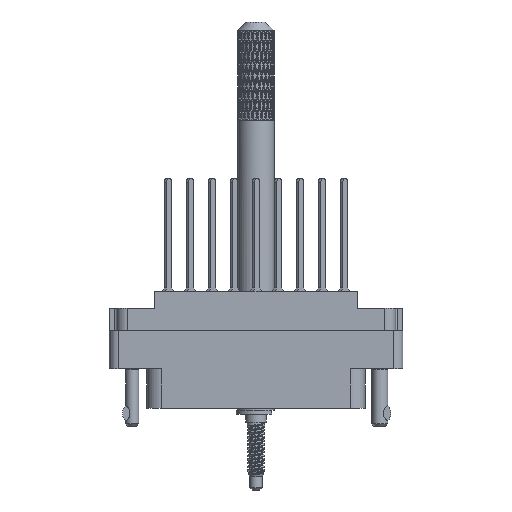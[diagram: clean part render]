
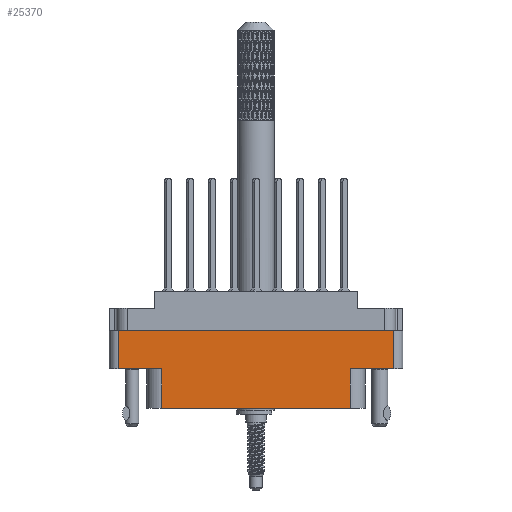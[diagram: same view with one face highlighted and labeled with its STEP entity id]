
A CAD part, front view. The second image highlights one B-rep face of the part: STEP entity #25370.
In plain terms, the highlighted planar face has unit normal (0, -1, 0).
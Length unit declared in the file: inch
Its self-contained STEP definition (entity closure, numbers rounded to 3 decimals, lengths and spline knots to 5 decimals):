
#804 = EDGE_CURVE ( 'NONE', #13834, #89405, #9332, .T. ) ;
#1013 = VERTEX_POINT ( 'NONE', #92276 ) ;
#1538 = CARTESIAN_POINT ( 'NONE',  ( -0.938, -0.438, -0.798 ) ) ;
#1816 = DIRECTION ( 'NONE',  ( 0., 0., -1. ) ) ;
#2260 = CARTESIAN_POINT ( 'NONE',  ( -0.938, -0.438, -0.798 ) ) ;
#4769 = CARTESIAN_POINT ( 'NONE',  ( -1., -0.438, -0.268 ) ) ;
#6618 = ORIENTED_EDGE ( 'NONE', *, *, #76712, .F. ) ;
#9332 = LINE ( 'NONE', #50779, #90172 ) ;
#10569 = DIRECTION ( 'NONE',  ( 0., 0., 1. ) ) ;
#13052 = CARTESIAN_POINT ( 'NONE',  ( -0.938, -0.438, -0.268 ) ) ;
#13834 = VERTEX_POINT ( 'NONE', #89222 ) ;
#14227 = ORIENTED_EDGE ( 'NONE', *, *, #106226, .F. ) ;
#14289 = DIRECTION ( 'NONE',  ( -1., 0., 0. ) ) ;
#15369 = CARTESIAN_POINT ( 'NONE',  ( 0., -0.438, -0.529 ) ) ;
#15738 = DIRECTION ( 'NONE',  ( 0., 0., -1. ) ) ;
#16828 = VECTOR ( 'NONE', #21813, 39.37008 ) ;
#19613 = DIRECTION ( 'NONE',  ( 0., 0., -1. ) ) ;
#20741 = LINE ( 'NONE', #96700, #80007 ) ;
#21613 = VERTEX_POINT ( 'NONE', #49858 ) ;
#21813 = DIRECTION ( 'NONE',  ( 1., 0., 0. ) ) ;
#22048 = LINE ( 'NONE', #72548, #65069 ) ;
#25370 = ADVANCED_FACE ( 'NONE', ( #64238 ), #104577, .T. ) ;
#27201 = CARTESIAN_POINT ( 'NONE',  ( 0.938, -0.438, -0.268 ) ) ;
#30820 = VECTOR ( 'NONE', #10569, 39.37008 ) ;
#36168 = LINE ( 'NONE', #42963, #102079 ) ;
#36172 = LINE ( 'NONE', #1538, #30820 ) ;
#38681 = CARTESIAN_POINT ( 'NONE',  ( 0.644, -0.438, -0.529 ) ) ;
#39751 = LINE ( 'NONE', #4769, #16828 ) ;
#42963 = CARTESIAN_POINT ( 'NONE',  ( -0.938, -0.438, -0.798 ) ) ;
#48994 = VERTEX_POINT ( 'NONE', #38681 ) ;
#49858 = CARTESIAN_POINT ( 'NONE',  ( 0.938, -0.438, -0.529 ) ) ;
#50410 = VERTEX_POINT ( 'NONE', #90923 ) ;
#50779 = CARTESIAN_POINT ( 'NONE',  ( -0.644, -0.438, -0.529 ) ) ;
#51031 = VERTEX_POINT ( 'NONE', #13052 ) ;
#53063 = DIRECTION ( 'NONE',  ( 1., 0., 0. ) ) ;
#53861 = VECTOR ( 'NONE', #15738, 39.37008 ) ;
#56373 = VECTOR ( 'NONE', #14289, 39.37008 ) ;
#56400 = AXIS2_PLACEMENT_3D ( 'NONE', #2260, #105739, #19613 ) ;
#56674 = ORIENTED_EDGE ( 'NONE', *, *, #89112, .T. ) ;
#61198 = EDGE_CURVE ( 'NONE', #51031, #102574, #39751, .T. ) ;
#62716 = DIRECTION ( 'NONE',  ( 0., 0., 1. ) ) ;
#64238 = FACE_OUTER_BOUND ( 'NONE', #102385, .T. ) ;
#64300 = EDGE_CURVE ( 'NONE', #21613, #102574, #22048, .T. ) ;
#65069 = VECTOR ( 'NONE', #62716, 39.37008 ) ;
#66901 = ORIENTED_EDGE ( 'NONE', *, *, #92003, .F. ) ;
#67311 = CARTESIAN_POINT ( 'NONE',  ( 0.644, -0.438, -0.529 ) ) ;
#67743 = ORIENTED_EDGE ( 'NONE', *, *, #61198, .F. ) ;
#72548 = CARTESIAN_POINT ( 'NONE',  ( 0.938, -0.438, -0.798 ) ) ;
#76712 = EDGE_CURVE ( 'NONE', #21613, #48994, #99432, .T. ) ;
#77935 = ORIENTED_EDGE ( 'NONE', *, *, #64300, .T. ) ;
#80007 = VECTOR ( 'NONE', #53063, 39.37008 ) ;
#83418 = EDGE_CURVE ( 'NONE', #89405, #1013, #36168, .T. ) ;
#83929 = CARTESIAN_POINT ( 'NONE',  ( -0.644, -0.438, -0.798 ) ) ;
#88024 = ORIENTED_EDGE ( 'NONE', *, *, #804, .T. ) ;
#89112 = EDGE_CURVE ( 'NONE', #50410, #13834, #20741, .T. ) ;
#89222 = CARTESIAN_POINT ( 'NONE',  ( -0.644, -0.438, -0.529 ) ) ;
#89334 = LINE ( 'NONE', #67311, #53861 ) ;
#89405 = VERTEX_POINT ( 'NONE', #83929 ) ;
#89703 = ORIENTED_EDGE ( 'NONE', *, *, #83418, .T. ) ;
#90172 = VECTOR ( 'NONE', #1816, 39.37008 ) ;
#90923 = CARTESIAN_POINT ( 'NONE',  ( -0.938, -0.438, -0.529 ) ) ;
#92003 = EDGE_CURVE ( 'NONE', #50410, #51031, #36172, .T. ) ;
#92276 = CARTESIAN_POINT ( 'NONE',  ( 0.644, -0.438, -0.798 ) ) ;
#96700 = CARTESIAN_POINT ( 'NONE',  ( 0., -0.438, -0.529 ) ) ;
#99432 = LINE ( 'NONE', #15369, #56373 ) ;
#102079 = VECTOR ( 'NONE', #103098, 39.37008 ) ;
#102385 = EDGE_LOOP ( 'NONE', ( #88024, #89703, #14227, #6618, #77935, #67743, #66901, #56674 ) ) ;
#102574 = VERTEX_POINT ( 'NONE', #27201 ) ;
#103098 = DIRECTION ( 'NONE',  ( 1., 0., 0. ) ) ;
#104577 = PLANE ( 'NONE',  #56400 ) ;
#105739 = DIRECTION ( 'NONE',  ( 0., -1., 0. ) ) ;
#106226 = EDGE_CURVE ( 'NONE', #48994, #1013, #89334, .T. ) ;
